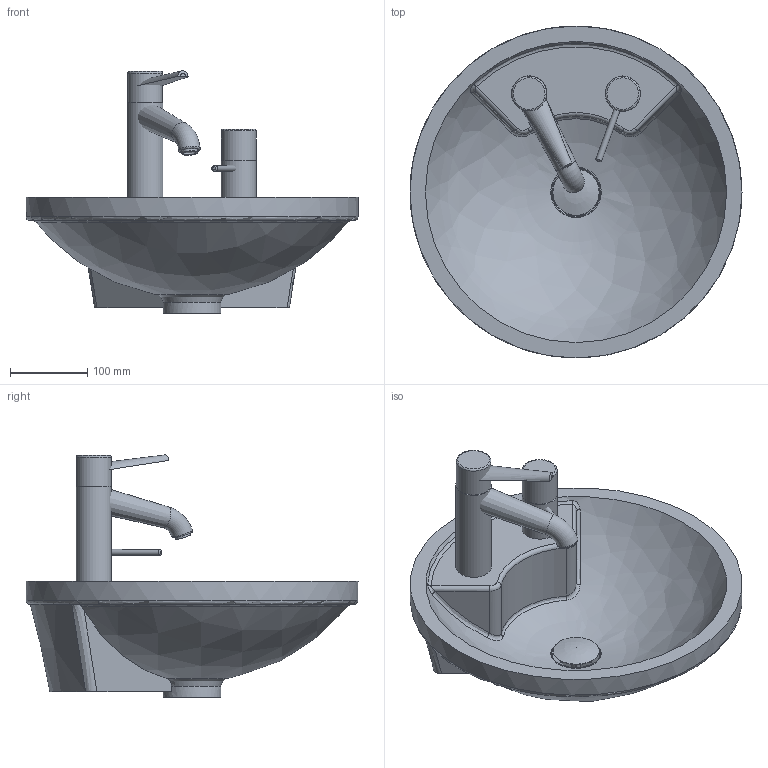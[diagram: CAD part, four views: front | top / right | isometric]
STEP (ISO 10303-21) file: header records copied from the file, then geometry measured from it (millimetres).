
FILE_DESCRIPTION((''),'2;1');
FILE_NAME('046240.stp','2008-01-16T12:51:07',('Huebner'),(''),'Autodesk Inventor 11','Autodesk Inventor 11','');
FILE_SCHEMA(('AUTOMOTIVE_DESIGN { 1 0 10303 214 1 1 1 1 }'));
Length unit declared in the file: millimetre
Products named in the file (12): 46240; Kelch; Stopfen; Baterie_Zusatz; hebel_Zusatz; Hebel2; Griff2; Neoperl2; Spender; hebel_Zusatz_2; hebel_Zusatz_3
Assembly tree (11 placements, depth 3):
  46240
    46240
    Kelch
    Stopfen
    Baterie_Zusatz
      hebel_Zusatz
      Hebel2
      Griff2
      Neoperl2
    Spender
      hebel_Zusatz_2
      hebel_Zusatz_3
Bounding box: 430 x 430 x 313.77 mm (x, y, z)
Volume: 5367399.5 mm3; surface area: 610151.6 mm2
Topology: 9 solids, 9 shells, 115 faces, 256 edges, 163 vertices
Faces by surface type: plane 41, cylinder 34, bspline 19, torus 15, cone 5, sphere 1
Full cylindrical faces by diameter (mm): 8 x1, 16 x1, 20 x1, 30 x1, 35 x1, 42 x1, 44 x1, 45 x2, 46 x2, 52 x1, 60 x1, 75 x1, 430 x1
Entity records: 5987 total; most frequent: CARTESIAN_POINT 3314, DIRECTION 538, ORIENTED_EDGE 438, AXIS2_PLACEMENT_3D 240, EDGE_CURVE 219, EDGE_LOOP 159, VERTEX_POINT 156, CIRCLE 121
